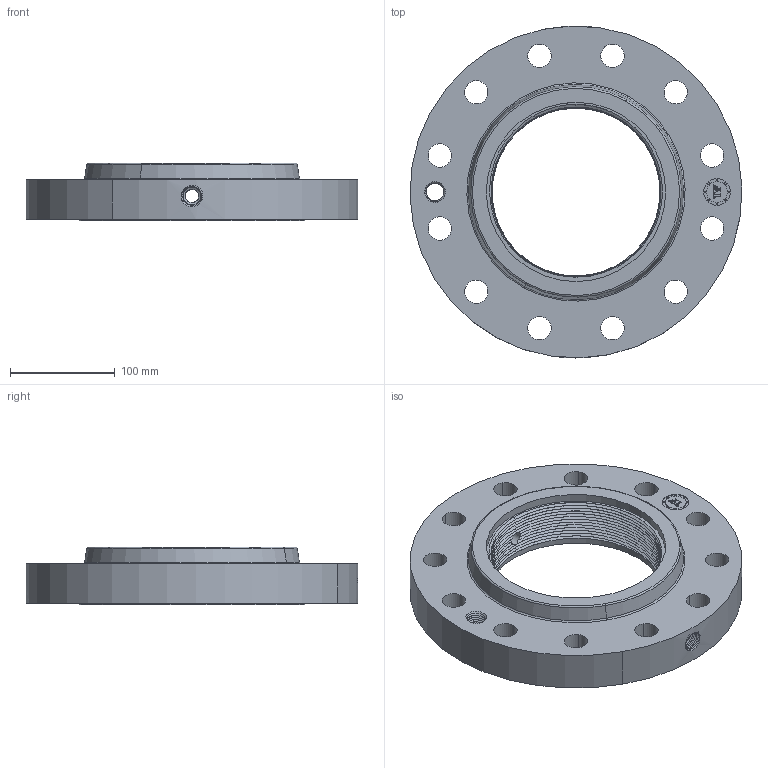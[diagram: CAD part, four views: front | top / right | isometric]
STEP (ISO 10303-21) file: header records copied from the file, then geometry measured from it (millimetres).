
FILE_DESCRIPTION(('3D STEP'),'2;1');
FILE_NAME('6-300-RF-THREADED-FLANGE.stp','2013-10-19T04:51:35+00:00',('Texas Flange'),(''),'CATIA Version 5 Release 20 SP 6 (IN-10)','CATIA V5 STEP AP214','800-826-3801');
FILE_SCHEMA(('AUTOMOTIVE_DESIGN { 1 0 10303 214 1 1 1 1 }'));
Length unit declared in the file: inch
Products named in the file (1): 6-300-RF-THREADED-FLANGE
Bounding box: 317.41 x 317.5 x 55.37 mm (x, y, z)
Volume: 2178530.8 mm3; surface area: 243067.7 mm2
Topology: 1 solids, 1 shells, 916 faces, 2437 edges, 1542 vertices
Faces by surface type: plane 371, bspline 357, cylinder 100, cone 80, revolution 4, torus 4
Entity records: 39411 total; most frequent: CARTESIAN_POINT 17978, ORIENTED_EDGE 4874, EDGE_CURVE 2437, DIRECTION 2132, VERTEX_POINT 1542, VECTOR 1212, LINE 1212, B_SPLINE_CURVE_WITH_KNOTS 1093
